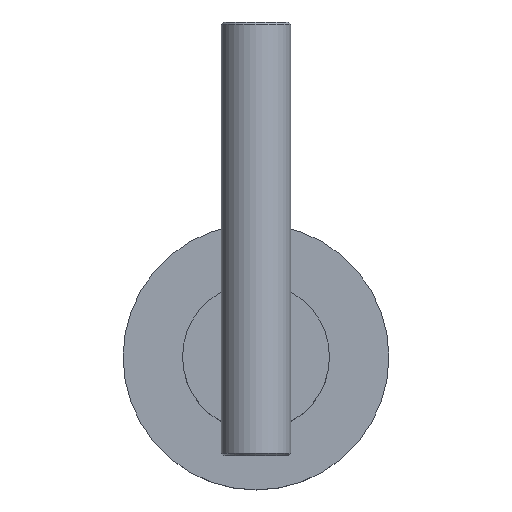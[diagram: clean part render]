
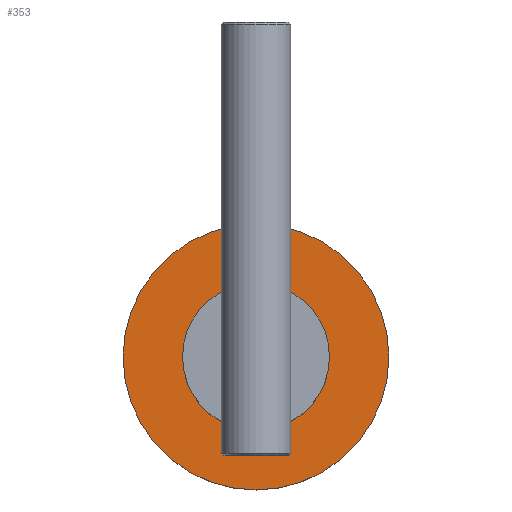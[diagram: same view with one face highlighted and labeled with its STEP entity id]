
A CAD part, top view. The second image highlights one B-rep face of the part: STEP entity #353.
In plain terms, the highlighted planar face has unit normal (0, 0, 1).
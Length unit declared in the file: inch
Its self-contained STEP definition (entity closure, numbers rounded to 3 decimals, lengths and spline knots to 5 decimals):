
#2=CARTESIAN_POINT('',(0.,0.,0.375));
#3=DIRECTION('',(0.,0.,1.));
#4=DIRECTION('',(0.,-1.,0.));
#5=AXIS2_PLACEMENT_3D('',#2,#3,#4);
#7=CARTESIAN_POINT('',(0.,0.,0.375));
#8=DIRECTION('',(0.,0.,-1.));
#9=DIRECTION('',(0.,-1.,0.));
#10=AXIS2_PLACEMENT_3D('',#7,#8,#9);
#30=CARTESIAN_POINT('',(0.,0.,0.375));
#31=DIRECTION('',(0.,0.,-1.));
#32=DIRECTION('',(0.,1.,0.));
#33=AXIS2_PLACEMENT_3D('',#30,#31,#32);
#35=CARTESIAN_POINT('',(0.,0.,0.375));
#36=DIRECTION('',(0.,0.,-1.));
#37=DIRECTION('',(0.,-1.,0.));
#38=AXIS2_PLACEMENT_3D('',#35,#36,#37);
#294=CARTESIAN_POINT('',(0.,-1.1875,0.375));
#295=CARTESIAN_POINT('',(0.,1.1875,0.375));
#296=VERTEX_POINT('',#294);
#297=VERTEX_POINT('',#295);
#324=CARTESIAN_POINT('',(0.,0.65625,0.375));
#325=CARTESIAN_POINT('',(0.,-0.65625,0.375));
#326=VERTEX_POINT('',#324);
#327=VERTEX_POINT('',#325);
#336=CARTESIAN_POINT('',(0.,0.,0.375));
#337=DIRECTION('',(0.,0.,-1.));
#338=DIRECTION('',(0.,1.,0.));
#339=AXIS2_PLACEMENT_3D('',#336,#337,#338);
#340=PLANE('',#339);
#342=ORIENTED_EDGE('',*,*,#341,.F.);
#344=ORIENTED_EDGE('',*,*,#343,.T.);
#345=EDGE_LOOP('',(#342,#344));
#346=FACE_OUTER_BOUND('',#345,.F.);
#348=ORIENTED_EDGE('',*,*,#347,.F.);
#350=ORIENTED_EDGE('',*,*,#349,.F.);
#351=EDGE_LOOP('',(#348,#350));
#352=FACE_BOUND('',#351,.F.);
#353=ADVANCED_FACE('',(#346,#352),#340,.F.);
#6=CIRCLE('',#5,1.1875);
#11=CIRCLE('',#10,1.1875);
#34=CIRCLE('',#33,0.65625);
#39=CIRCLE('',#38,0.65625);
#341=EDGE_CURVE('',#296,#297,#6,.T.);
#343=EDGE_CURVE('',#296,#297,#11,.T.);
#347=EDGE_CURVE('',#326,#327,#34,.T.);
#349=EDGE_CURVE('',#327,#326,#39,.T.);
